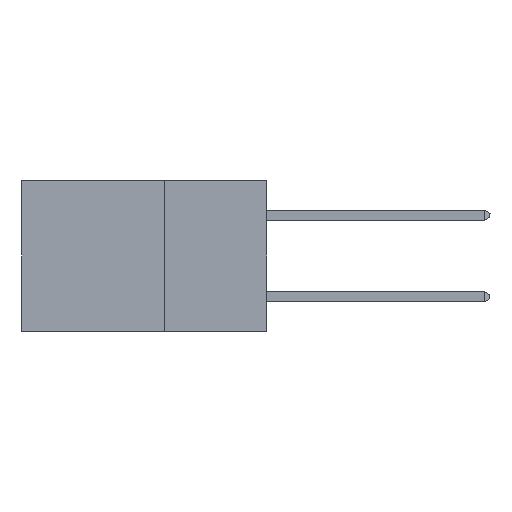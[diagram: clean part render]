
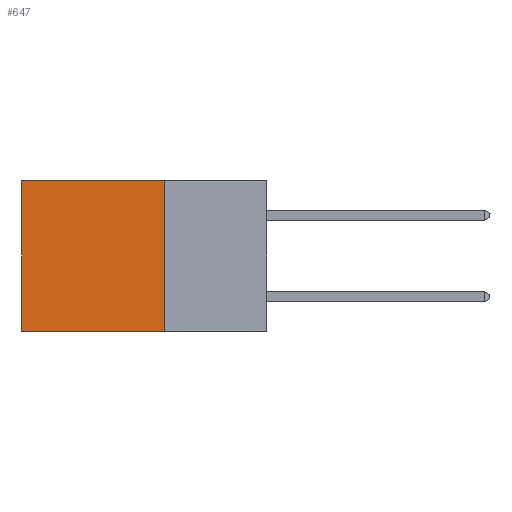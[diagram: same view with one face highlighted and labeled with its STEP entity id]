
A CAD part, left-side view. The second image highlights one B-rep face of the part: STEP entity #647.
In plain terms, the highlighted planar face has unit normal (-1, 0, 0).
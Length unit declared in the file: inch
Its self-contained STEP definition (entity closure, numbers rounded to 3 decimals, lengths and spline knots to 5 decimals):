
#40 = LINE ( 'NONE', #13984, #5073 ) ;
#87 = CARTESIAN_POINT ( 'NONE',  ( 0.2875, 0.25, -0.37 ) ) ;
#274 = PLANE ( 'NONE',  #1777 ) ;
#527 = LINE ( 'NONE', #4889, #7473 ) ;
#647 = ADVANCED_FACE ( 'NONE', ( #17874 ), #274, .F. ) ;
#1284 = EDGE_LOOP ( 'NONE', ( #9456, #12387, #14980, #7187 ) ) ;
#1564 = DIRECTION ( 'NONE',  ( 0., 1., 0. ) ) ;
#1777 = AXIS2_PLACEMENT_3D ( 'NONE', #16987, #4434, #8408 ) ;
#1824 = VECTOR ( 'NONE', #1564, 39.37008 ) ;
#2886 = CARTESIAN_POINT ( 'NONE',  ( 0.2875, 0.6, -0.37 ) ) ;
#3249 = LINE ( 'NONE', #6335, #5636 ) ;
#3796 = EDGE_CURVE ( 'NONE', #3849, #8765, #527, .T. ) ;
#3849 = VERTEX_POINT ( 'NONE', #10768 ) ;
#4434 = DIRECTION ( 'NONE',  ( 1., 0., 0. ) ) ;
#4889 = CARTESIAN_POINT ( 'NONE',  ( 0.2875, 0.25, 0. ) ) ;
#4962 = EDGE_CURVE ( 'NONE', #8765, #10734, #14944, .T. ) ;
#5073 = VECTOR ( 'NONE', #6532, 39.37008 ) ;
#5540 = DIRECTION ( 'NONE',  ( 0., 1., 0. ) ) ;
#5636 = VECTOR ( 'NONE', #5540, 39.37008 ) ;
#6335 = CARTESIAN_POINT ( 'NONE',  ( 0.2875, 0.25, 0. ) ) ;
#6532 = DIRECTION ( 'NONE',  ( 0., 0., -1. ) ) ;
#7187 = ORIENTED_EDGE ( 'NONE', *, *, #13508, .T. ) ;
#7473 = VECTOR ( 'NONE', #14649, 39.37008 ) ;
#7492 = CARTESIAN_POINT ( 'NONE',  ( 0.2875, 0.6, 0. ) ) ;
#8408 = DIRECTION ( 'NONE',  ( 0., 0., -1. ) ) ;
#8765 = VERTEX_POINT ( 'NONE', #87 ) ;
#9456 = ORIENTED_EDGE ( 'NONE', *, *, #10817, .T. ) ;
#10734 = VERTEX_POINT ( 'NONE', #2886 ) ;
#10768 = CARTESIAN_POINT ( 'NONE',  ( 0.2875, 0.25, 0. ) ) ;
#10817 = EDGE_CURVE ( 'NONE', #14531, #10734, #40, .T. ) ;
#12387 = ORIENTED_EDGE ( 'NONE', *, *, #4962, .F. ) ;
#12694 = CARTESIAN_POINT ( 'NONE',  ( 0.2875, 0.25, -0.37 ) ) ;
#13508 = EDGE_CURVE ( 'NONE', #3849, #14531, #3249, .T. ) ;
#13984 = CARTESIAN_POINT ( 'NONE',  ( 0.2875, 0.6, 0. ) ) ;
#14531 = VERTEX_POINT ( 'NONE', #7492 ) ;
#14649 = DIRECTION ( 'NONE',  ( 0., 0., -1. ) ) ;
#14944 = LINE ( 'NONE', #12694, #1824 ) ;
#14980 = ORIENTED_EDGE ( 'NONE', *, *, #3796, .F. ) ;
#16987 = CARTESIAN_POINT ( 'NONE',  ( 0.2875, 0.25, 0. ) ) ;
#17874 = FACE_OUTER_BOUND ( 'NONE', #1284, .T. ) ;
